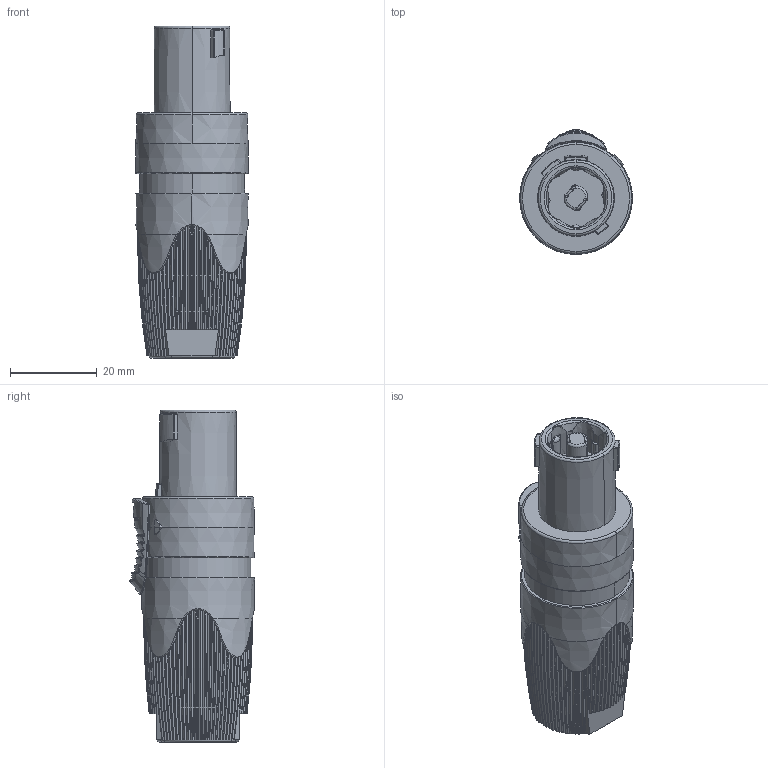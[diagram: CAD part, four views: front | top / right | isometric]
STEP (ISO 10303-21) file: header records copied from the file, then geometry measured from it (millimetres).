
FILE_DESCRIPTION((''),'2;1');
FILE_NAME('30010812','2023-07-24T16:28:18',('SYSTEM'),(''),'CREO PARAMETRIC BY PTC INC, 2021184','CREO PARAMETRIC BY PTC INC, 2021184','');
FILE_SCHEMA(('CONFIG_CONTROL_DESIGN'));
Products named in the file (1): 30010812
Bounding box: 26 x 28.81 x 76.5 mm (x, y, z)
Volume: 30819.5 mm3; surface area: 8185.8 mm2
Topology: 1 solids, 1 shells, 1000 faces, 2537 edges, 1559 vertices
Faces by surface type: bspline 378, cone 261, plane 130, torus 118, cylinder 81, sphere 24, extrusion 8
Entity records: 47966 total; most frequent: CARTESIAN_POINT 26880, ORIENTED_EDGE 5074, DIRECTION 3537, EDGE_CURVE 2537, VERTEX_POINT 1559, AXIS2_PLACEMENT_3D 1530, B_SPLINE_CURVE_WITH_KNOTS 1160, EDGE_LOOP 1022
